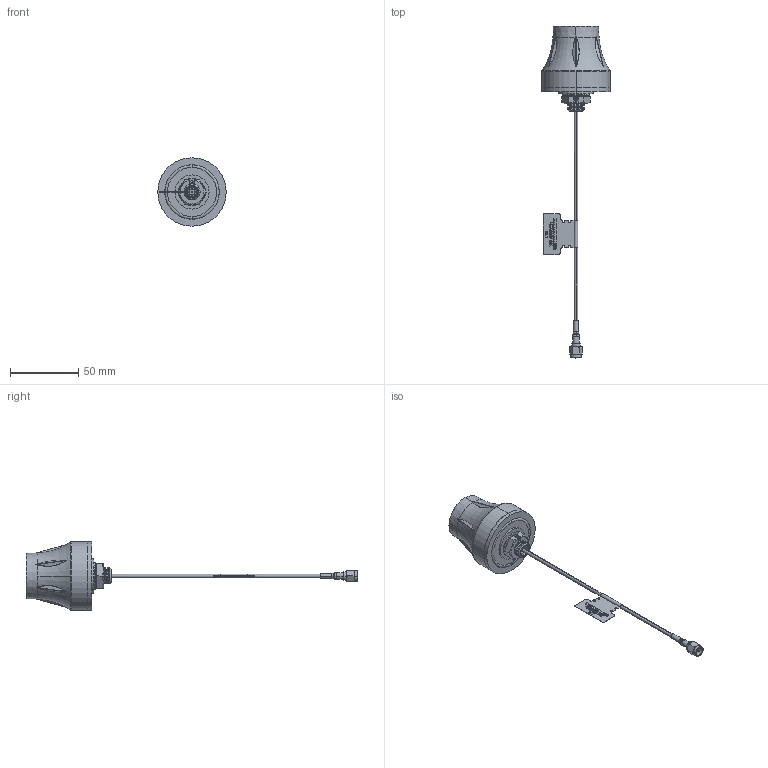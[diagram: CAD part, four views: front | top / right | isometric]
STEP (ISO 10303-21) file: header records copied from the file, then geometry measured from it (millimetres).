
FILE_DESCRIPTION (( 'STEP AP214' ), '1' );
FILE_NAME ('G30.B.108111_Web step file new (1).STEP', '2023-11-29T11:34:30', ( '' ), ( '' ), 'SwSTEP 2.0', 'SolidWorks 2022', '' );
FILE_SCHEMA (( 'AUTOMOTIVE_DESIGN' ));
Length unit declared in the file: millimetre
Products named in the file (1): G30.B.108111_Web step file new (1)
Bounding box: 50.09 x 243.21 x 50.09 mm (x, y, z)
Volume: 71819.3 mm3; surface area: 15534.5 mm2
Topology: 1 solids, 6 shells, 797 faces, 2223 edges, 1447 vertices
Faces by surface type: plane 349, bspline 278, cone 76, cylinder 70, torus 24
Entity records: 44232 total; most frequent: CARTESIAN_POINT 22594, ORIENTED_EDGE 4446, DIRECTION 2305, EDGE_CURVE 2223, VERTEX_POINT 1447, B_SPLINE_CURVE_WITH_KNOTS 1104, LINE 911, VECTOR 911
